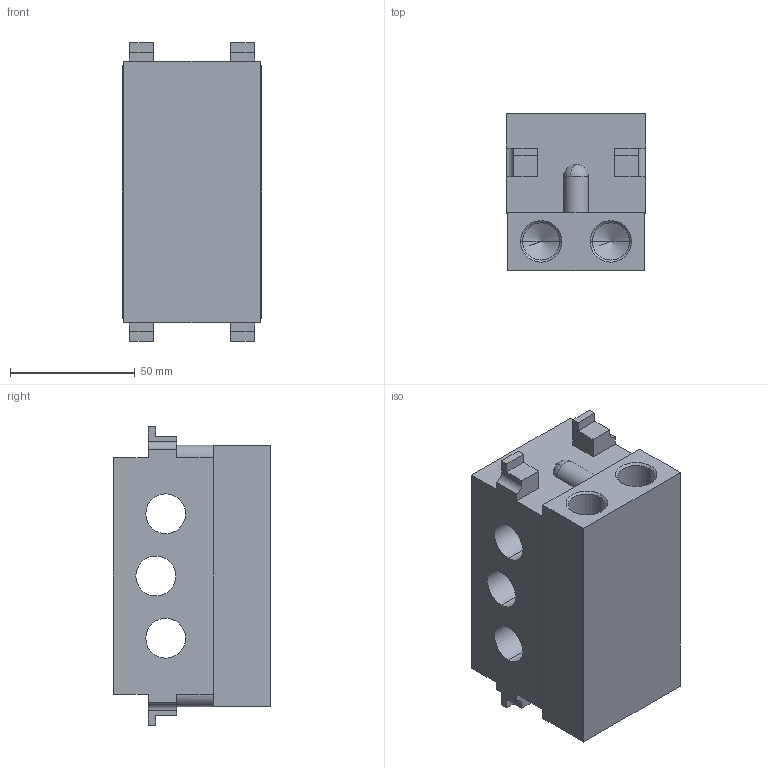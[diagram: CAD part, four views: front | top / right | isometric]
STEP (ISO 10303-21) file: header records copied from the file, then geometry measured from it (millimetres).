
FILE_DESCRIPTION (( 'STEP AP203' ), '1' );
FILE_NAME ('HM-2SG.step', '2022-04-19T17:45:03', ( '' ), ( '' ), 'SwSTEP 2.0', 'SolidWorks 2021', '' );
FILE_SCHEMA (( 'CONFIG_CONTROL_DESIGN' ));
Length unit declared in the file: millimetre
Products named in the file (1): HM-2SG
Bounding box: 56 x 63.1 x 120 mm (x, y, z)
Volume: 307181.8 mm3; surface area: 44499.5 mm2
Topology: 1 solids, 1 shells, 140 faces, 350 edges, 222 vertices
Faces by surface type: plane 72, cylinder 48, cone 16, sphere 4
Entity records: 4205 total; most frequent: DIRECTION 738, CARTESIAN_POINT 705, ORIENTED_EDGE 684, EDGE_CURVE 342, AXIS2_PLACEMENT_3D 255, VECTOR 228, LINE 228, VERTEX_POINT 222
